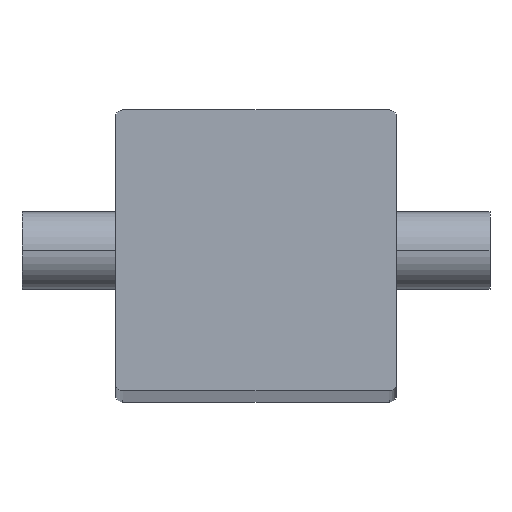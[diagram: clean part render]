
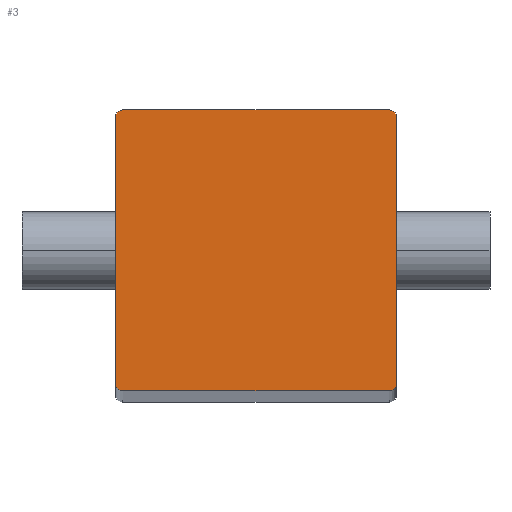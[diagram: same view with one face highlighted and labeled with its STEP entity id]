
A CAD part, top view. The second image highlights one B-rep face of the part: STEP entity #3.
In plain terms, the highlighted planar face has unit normal (0, 0, 1).
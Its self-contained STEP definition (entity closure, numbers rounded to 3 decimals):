
#1 = DIRECTION ( 'NONE',  ( -1., 0., 0. ) ) ;
#3 = ADVANCED_FACE ( 'NONE', ( #186 ), #208, .F. ) ;
#5 = EDGE_LOOP ( 'NONE', ( #317, #518, #243, #67, #74, #62, #425, #56 ) ) ;
#6 = DIRECTION ( 'NONE',  ( 0., 0., 1. ) ) ;
#7 = VECTOR ( 'NONE', #276, 1000. ) ;
#8 = EDGE_CURVE ( 'NONE', #156, #517, #207, .T. ) ;
#9 = LINE ( 'NONE', #462, #353 ) ;
#11 = CARTESIAN_POINT ( 'NONE',  ( -5.7, 5.7, 280. ) ) ;
#13 = VERTEX_POINT ( 'NONE', #96 ) ;
#24 = CARTESIAN_POINT ( 'NONE',  ( 5.7, 5.7, 280. ) ) ;
#28 = EDGE_CURVE ( 'NONE', #476, #533, #9, .T. ) ;
#31 = AXIS2_PLACEMENT_3D ( 'NONE', #36, #319, #437 ) ;
#36 = CARTESIAN_POINT ( 'NONE',  ( -5.7, -5.7, 280. ) ) ;
#52 = AXIS2_PLACEMENT_3D ( 'NONE', #11, #6, #292 ) ;
#56 = ORIENTED_EDGE ( 'NONE', *, *, #460, .T. ) ;
#62 = ORIENTED_EDGE ( 'NONE', *, *, #358, .T. ) ;
#63 = CARTESIAN_POINT ( 'NONE',  ( 5.7, 6., 280. ) ) ;
#67 = ORIENTED_EDGE ( 'NONE', *, *, #480, .T. ) ;
#68 = DIRECTION ( 'NONE',  ( -1., 0., 0. ) ) ;
#72 = DIRECTION ( 'NONE',  ( 1., 0., 0. ) ) ;
#74 = ORIENTED_EDGE ( 'NONE', *, *, #155, .T. ) ;
#82 = DIRECTION ( 'NONE',  ( 0., 1., 0. ) ) ;
#92 = CARTESIAN_POINT ( 'NONE',  ( -5.7, -5.7, 280. ) ) ;
#96 = CARTESIAN_POINT ( 'NONE',  ( -6., -5.7, 280. ) ) ;
#115 = AXIS2_PLACEMENT_3D ( 'NONE', #118, #441, #72 ) ;
#117 = VERTEX_POINT ( 'NONE', #516 ) ;
#118 = CARTESIAN_POINT ( 'NONE',  ( 5.7, -5.7, 280. ) ) ;
#133 = CARTESIAN_POINT ( 'NONE',  ( 5.7, -6., 280. ) ) ;
#143 = VERTEX_POINT ( 'NONE', #63 ) ;
#155 = EDGE_CURVE ( 'NONE', #117, #143, #219, .T. ) ;
#156 = VERTEX_POINT ( 'NONE', #310 ) ;
#181 = VERTEX_POINT ( 'NONE', #275 ) ;
#186 = FACE_OUTER_BOUND ( 'NONE', #5, .T. ) ;
#189 = EDGE_CURVE ( 'NONE', #13, #476, #419, .T. ) ;
#207 = CIRCLE ( 'NONE', #52, 0.3 ) ;
#208 = PLANE ( 'NONE',  #447 ) ;
#219 = CIRCLE ( 'NONE', #335, 0.3 ) ;
#239 = DIRECTION ( 'NONE',  ( 0., -1., 0. ) ) ;
#243 = ORIENTED_EDGE ( 'NONE', *, *, #253, .T. ) ;
#253 = EDGE_CURVE ( 'NONE', #533, #181, #338, .T. ) ;
#254 = DIRECTION ( 'NONE',  ( 1., 0., 0. ) ) ;
#265 = VECTOR ( 'NONE', #239, 1000. ) ;
#275 = CARTESIAN_POINT ( 'NONE',  ( 6., -5.7, 280. ) ) ;
#276 = DIRECTION ( 'NONE',  ( -1., 0., 0. ) ) ;
#278 = CARTESIAN_POINT ( 'NONE',  ( -5.7, 6., 280. ) ) ;
#292 = DIRECTION ( 'NONE',  ( -1., 0., 0. ) ) ;
#294 = DIRECTION ( 'NONE',  ( 0., 0., -1. ) ) ;
#310 = CARTESIAN_POINT ( 'NONE',  ( -5.7, 6., 280. ) ) ;
#311 = DIRECTION ( 'NONE',  ( 0., 0., 1. ) ) ;
#317 = ORIENTED_EDGE ( 'NONE', *, *, #189, .T. ) ;
#319 = DIRECTION ( 'NONE',  ( 0., 0., 1. ) ) ;
#335 = AXIS2_PLACEMENT_3D ( 'NONE', #24, #311, #68 ) ;
#338 = CIRCLE ( 'NONE', #115, 0.3 ) ;
#353 = VECTOR ( 'NONE', #254, 1000. ) ;
#358 = EDGE_CURVE ( 'NONE', #143, #156, #396, .T. ) ;
#396 = LINE ( 'NONE', #278, #7 ) ;
#412 = CARTESIAN_POINT ( 'NONE',  ( -6., 5.7, 280. ) ) ;
#419 = CIRCLE ( 'NONE', #31, 0.3 ) ;
#425 = ORIENTED_EDGE ( 'NONE', *, *, #8, .T. ) ;
#437 = DIRECTION ( 'NONE',  ( -1., 0., 0. ) ) ;
#441 = DIRECTION ( 'NONE',  ( 0., 0., 1. ) ) ;
#444 = CARTESIAN_POINT ( 'NONE',  ( -6., -5.7, 280. ) ) ;
#447 = AXIS2_PLACEMENT_3D ( 'NONE', #92, #294, #1 ) ;
#453 = CARTESIAN_POINT ( 'NONE',  ( 6., -5.7, 280. ) ) ;
#460 = EDGE_CURVE ( 'NONE', #517, #13, #500, .T. ) ;
#462 = CARTESIAN_POINT ( 'NONE',  ( -5.7, -6., 280. ) ) ;
#470 = LINE ( 'NONE', #453, #522 ) ;
#476 = VERTEX_POINT ( 'NONE', #531 ) ;
#480 = EDGE_CURVE ( 'NONE', #181, #117, #470, .T. ) ;
#500 = LINE ( 'NONE', #444, #265 ) ;
#516 = CARTESIAN_POINT ( 'NONE',  ( 6., 5.7, 280. ) ) ;
#517 = VERTEX_POINT ( 'NONE', #412 ) ;
#518 = ORIENTED_EDGE ( 'NONE', *, *, #28, .T. ) ;
#522 = VECTOR ( 'NONE', #82, 1000. ) ;
#531 = CARTESIAN_POINT ( 'NONE',  ( -5.7, -6., 280. ) ) ;
#533 = VERTEX_POINT ( 'NONE', #133 ) ;
